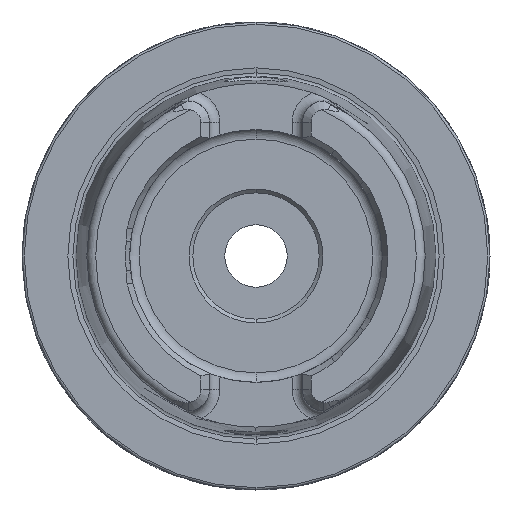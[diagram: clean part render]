
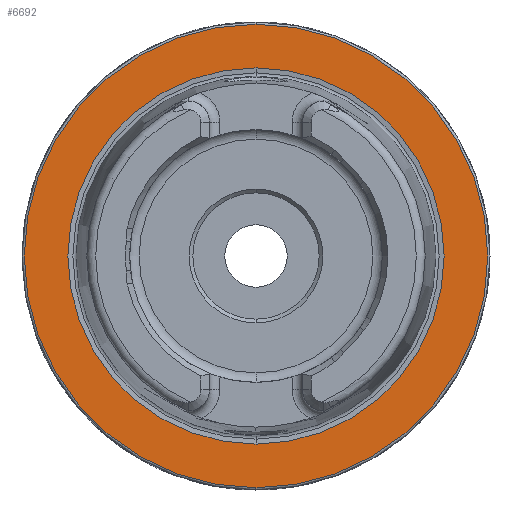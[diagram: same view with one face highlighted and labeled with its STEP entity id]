
A CAD part, left-side view. The second image highlights one B-rep face of the part: STEP entity #6692.
In plain terms, the highlighted planar face has unit normal (-1, 0, 0).
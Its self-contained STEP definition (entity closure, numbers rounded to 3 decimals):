
#871 = EDGE_LOOP ( 'NONE', ( #1549, #1572 ) ) ;
#982 = EDGE_CURVE ( 'NONE', #2944, #1967, #1675, .T. ) ;
#986 = EDGE_CURVE ( 'NONE', #2952, #2948, #1678, .T. ) ;
#1040 = EDGE_CURVE ( 'NONE', #2948, #2952, #1735, .T. ) ;
#1041 = EDGE_CURVE ( 'NONE', #1967, #2944, #1738, .T. ) ;
#1332 = FACE_OUTER_BOUND ( 'NONE', #871, .T. ) ;
#1335 = FACE_BOUND ( 'NONE', #5406, .T. ) ;
#1503 = ORIENTED_EDGE ( 'NONE', *, *, #986, .F. ) ;
#1549 = ORIENTED_EDGE ( 'NONE', *, *, #982, .T. ) ;
#1570 = ORIENTED_EDGE ( 'NONE', *, *, #1040, .F. ) ;
#1572 = ORIENTED_EDGE ( 'NONE', *, *, #1041, .T. ) ;
#1675 = CIRCLE ( 'NONE', #6832, 31.2 ) ;
#1678 = CIRCLE ( 'NONE', #6835, 25.324 ) ;
#1735 = CIRCLE ( 'NONE', #6854, 25.324 ) ;
#1738 = CIRCLE ( 'NONE', #6855, 31.2 ) ;
#1967 = VERTEX_POINT ( 'NONE', #2379 ) ;
#2379 = CARTESIAN_POINT ( 'NONE',  ( 0., 0., -31.2 ) ) ;
#2408 = CARTESIAN_POINT ( 'NONE',  ( 0., 0., 25.324 ) ) ;
#2415 = CARTESIAN_POINT ( 'NONE',  ( 0., 0., 31.2 ) ) ;
#2420 = CARTESIAN_POINT ( 'NONE',  ( 0., 0., -25.324 ) ) ;
#2944 = VERTEX_POINT ( 'NONE', #2415 ) ;
#2948 = VERTEX_POINT ( 'NONE', #2408 ) ;
#2952 = VERTEX_POINT ( 'NONE', #2420 ) ;
#3221 = CARTESIAN_POINT ( 'NONE',  ( 0., 0., 0. ) ) ;
#3222 = DIRECTION ( 'NONE',  ( -1., 0., 0. ) ) ;
#3223 = DIRECTION ( 'NONE',  ( 0., 0., 1. ) ) ;
#3224 = CARTESIAN_POINT ( 'NONE',  ( 0., 0., 0. ) ) ;
#3225 = DIRECTION ( 'NONE',  ( -1., 0., 0. ) ) ;
#3226 = DIRECTION ( 'NONE',  ( 0., 0., 1. ) ) ;
#3970 = CARTESIAN_POINT ( 'NONE',  ( 0., 31.2, 0. ) ) ;
#3972 = DIRECTION ( 'NONE',  ( 1., 0., 0. ) ) ;
#3974 = DIRECTION ( 'NONE',  ( 0., 0., -1. ) ) ;
#3986 = CARTESIAN_POINT ( 'NONE',  ( 0., 0., 0. ) ) ;
#3988 = DIRECTION ( 'NONE',  ( -1., 0., 0. ) ) ;
#3990 = DIRECTION ( 'NONE',  ( 0., 0., 1. ) ) ;
#4011 = CARTESIAN_POINT ( 'NONE',  ( 0., 0., 0. ) ) ;
#4013 = DIRECTION ( 'NONE',  ( -1., 0., 0. ) ) ;
#4015 = DIRECTION ( 'NONE',  ( 0., 0., 1. ) ) ;
#4421 = AXIS2_PLACEMENT_3D ( 'NONE', #3970, #3972, #3974 ) ;
#5406 = EDGE_LOOP ( 'NONE', ( #1570, #1503 ) ) ;
#6201 = PLANE ( 'NONE',  #4421 ) ;
#6692 = ADVANCED_FACE ( 'NONE', ( #1335, #1332 ), #6201, .F. ) ;
#6832 = AXIS2_PLACEMENT_3D ( 'NONE', #3986, #3988, #3990 ) ;
#6835 = AXIS2_PLACEMENT_3D ( 'NONE', #4011, #4013, #4015 ) ;
#6854 = AXIS2_PLACEMENT_3D ( 'NONE', #3221, #3222, #3223 ) ;
#6855 = AXIS2_PLACEMENT_3D ( 'NONE', #3224, #3225, #3226 ) ;
